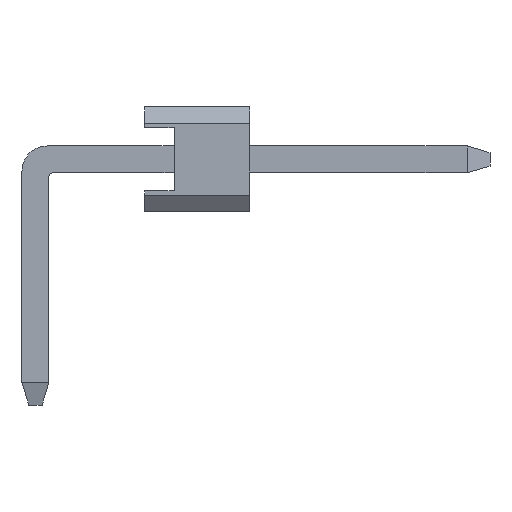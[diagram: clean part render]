
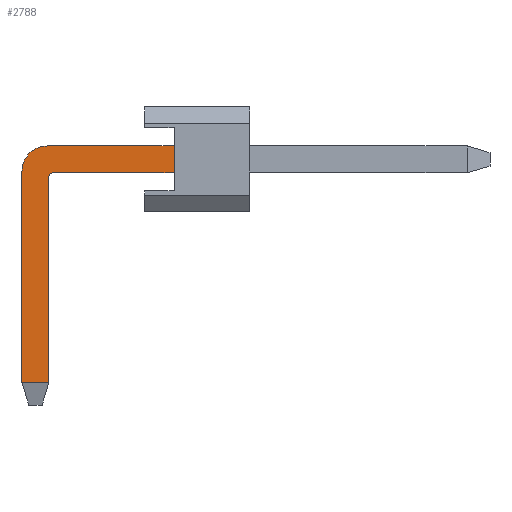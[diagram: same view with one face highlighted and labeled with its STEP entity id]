
A CAD part, left-side view. The second image highlights one B-rep face of the part: STEP entity #2788.
In plain terms, the highlighted planar face has unit normal (-1, 0, 0).
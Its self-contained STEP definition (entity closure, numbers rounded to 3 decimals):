
#1074=EDGE_CURVE('',#1740,#2434,#3184,.T.);
#1128=EDGE_CURVE('',#2380,#2872,#3241,.T.);
#1152=EDGE_CURVE('',#1356,#2230,#3266,.T.);
#1226=EDGE_CURVE('',#2872,#2974,#3344,.T.);
#1356=VERTEX_POINT('',#3486);
#1614=EDGE_CURVE('',#2974,#1950,#3769,.T.);
#1740=VERTEX_POINT('',#3911);
#1950=VERTEX_POINT('',#4140);
#2212=EDGE_CURVE('',#2380,#2572,#4432,.T.);
#2230=VERTEX_POINT('',#4451);
#2372=VERTEX_POINT('',#4607);
#2380=VERTEX_POINT('',#4615);
#2434=VERTEX_POINT('',#4677);
#2534=EDGE_CURVE('',#2230,#2372,#4790,.T.);
#2572=VERTEX_POINT('',#4832);
#2606=EDGE_CURVE('',#2434,#2372,#4870,.T.);
#2640=EDGE_CURVE('',#1950,#1740,#4907,.T.);
#2788=ADVANCED_FACE('',(#5067),#5068,.F.);
#2844=EDGE_CURVE('',#2572,#1356,#5129,.T.);
#2872=VERTEX_POINT('',#5160);
#2974=VERTEX_POINT('',#5268);
#3184=LINE('',#5482,#5483);
#3241=LINE('',#5577,#5578);
#3266=LINE('',#5614,#5615);
#3344=LINE('',#5738,#5739);
#3486=CARTESIAN_POINT('',(-6.67,-0.7,0.32));
#3769=LINE('',#6325,#6326);
#3911=CARTESIAN_POINT('',(-6.67,2.28,-5.304));
#4140=CARTESIAN_POINT('',(-6.67,2.28,-5.304));
#4432=CIRCLE('',#7270,0.6);
#4451=CARTESIAN_POINT('',(-6.67,-0.7,-0.32));
#4607=CARTESIAN_POINT('',(-6.67,2.18,-0.32));
#4615=CARTESIAN_POINT('',(-6.67,2.92,-0.28));
#4677=CARTESIAN_POINT('',(-6.67,2.28,-0.42));
#4790=LINE('',#7787,#7788);
#4832=CARTESIAN_POINT('',(-6.67,2.32,0.32));
#4870=CIRCLE('',#7897,0.1);
#4907=LINE('',#7952,#7953);
#5067=FACE_OUTER_BOUND('',#8195,.T.);
#5068=PLANE('',#8196);
#5129=LINE('',#8282,#8283);
#5160=CARTESIAN_POINT('',(-6.67,2.92,-5.304));
#5268=CARTESIAN_POINT('',(-6.67,2.92,-5.304));
#5482=CARTESIAN_POINT('',(-6.67,2.28,-5.304));
#5483=VECTOR('',#8782,1.0);
#5577=CARTESIAN_POINT('',(-6.67,2.92,-0.28));
#5578=VECTOR('',#8838,1.0);
#5614=CARTESIAN_POINT('',(-6.67,-0.7,-0.535));
#5615=VECTOR('',#8852,1.0);
#5738=CARTESIAN_POINT('',(-6.67,2.92,-5.304));
#5739=VECTOR('',#8909,1.0);
#6325=CARTESIAN_POINT('',(-6.67,1.311,-5.304));
#6326=VECTOR('',#9334,1.0);
#7270=AXIS2_PLACEMENT_3D('',#10080,#10081,#10082);
#7787=CARTESIAN_POINT('',(-6.67,-7.674,-0.32));
#7788=VECTOR('',#10465,1.0);
#7897=AXIS2_PLACEMENT_3D('',#10565,#10566,#10567);
#7952=CARTESIAN_POINT('',(-6.67,2.44,-5.85));
#7953=VECTOR('',#10607,1.0);
#8195=EDGE_LOOP('',(#10758,#10759,#10760,#10761,#10762,#10763,#10764,#10765,#10766,#10767));
#8196=AXIS2_PLACEMENT_3D('',#10768,#10769,#10770);
#8282=CARTESIAN_POINT('',(-6.67,2.32,0.32));
#8283=VECTOR('',#10827,1.0);
#8782=DIRECTION('',(0.,0.,1.0));
#8838=DIRECTION('',(0.,0.,-1.0));
#8852=DIRECTION('',(0.,0.,-1.0));
#8909=DIRECTION('',(0.,-0.281,-0.96));
#9334=DIRECTION('',(0.,-1.0,0.));
#10080=CARTESIAN_POINT('',(-6.67,2.32,-0.28));
#10081=DIRECTION('',(1.0,0.,0.));
#10082=DIRECTION('',(0.,0.,1.0));
#10465=DIRECTION('',(0.,1.0,0.));
#10565=CARTESIAN_POINT('',(-6.67,2.18,-0.42));
#10566=DIRECTION('',(1.0,0.,0.));
#10567=DIRECTION('',(0.,0.,1.0));
#10607=DIRECTION('',(0.,-0.281,0.96));
#10758=ORIENTED_EDGE('',*,*,#1152,.F.);
#10759=ORIENTED_EDGE('',*,*,#2844,.F.);
#10760=ORIENTED_EDGE('',*,*,#2212,.F.);
#10761=ORIENTED_EDGE('',*,*,#1128,.T.);
#10762=ORIENTED_EDGE('',*,*,#1226,.T.);
#10763=ORIENTED_EDGE('',*,*,#1614,.T.);
#10764=ORIENTED_EDGE('',*,*,#2640,.T.);
#10765=ORIENTED_EDGE('',*,*,#1074,.T.);
#10766=ORIENTED_EDGE('',*,*,#2606,.T.);
#10767=ORIENTED_EDGE('',*,*,#2534,.F.);
#10768=CARTESIAN_POINT('',(-6.67,-0.977,-1.07));
#10769=DIRECTION('',(1.0,0.,0.));
#10770=DIRECTION('',(0.,0.,1.0));
#10827=DIRECTION('',(0.,-1.0,0.));
